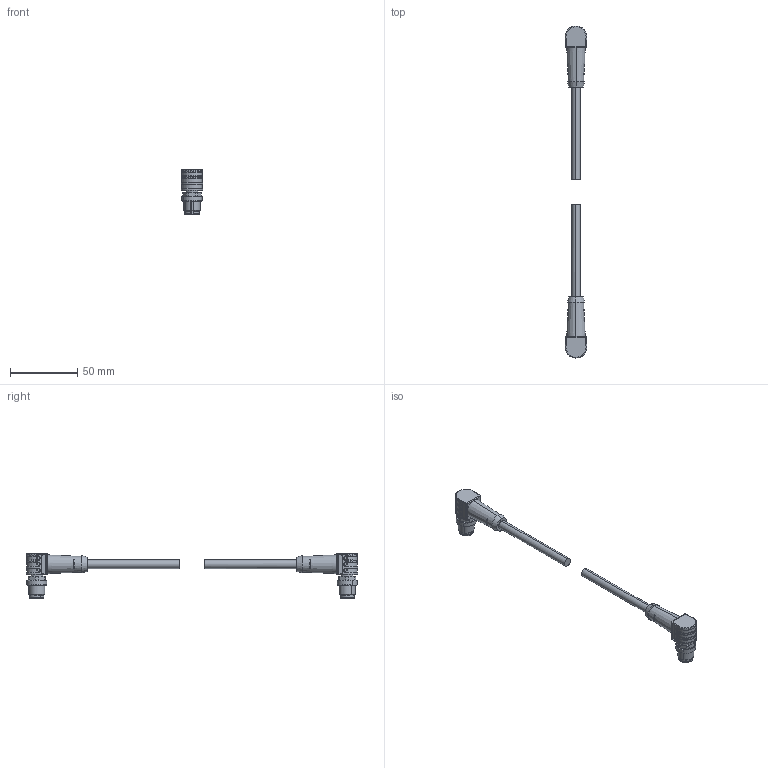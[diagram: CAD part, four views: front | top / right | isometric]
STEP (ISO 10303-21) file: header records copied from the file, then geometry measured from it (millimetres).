
FILE_DESCRIPTION(('CATIA V5 STEP Exchange','CAx-IF Rec.Pracs.--- Model Styling and Organization---1.4--- 2014-01-23'),'2;1');
FILE_NAME ('182136-2_0', '2022-11-21T09:55:36+00:00', ('none'), ('Weidmueller'), 'CATIA Version 5-6 Release 2016 SP3 HF44', 'CATIA V5 STEP AP214', 'none');
FILE_SCHEMA(('AUTOMOTIVE_DESIGN { 1 0 10303 214 1 1 1 1 }'));
Length unit declared in the file: millimetre
Products named in the file (1): 2485590030
Bounding box: 16 x 247.43 x 33.5 mm (x, y, z)
Volume: 22289.5 mm3; surface area: 12747.5 mm2
Topology: 22 solids, 22 shells, 855 faces, 2291 edges, 1463 vertices
Faces by surface type: cylinder 306, plane 261, cone 92, torus 84, sphere 72, bspline 40
Entity records: 28822 total; most frequent: CARTESIAN_POINT 9621, ORIENTED_EDGE 4438, DIRECTION 3048, EDGE_CURVE 2219, AXIS2_PLACEMENT_3D 1526, VERTEX_POINT 1463, EDGE_LOOP 914, ADVANCED_FACE 855
